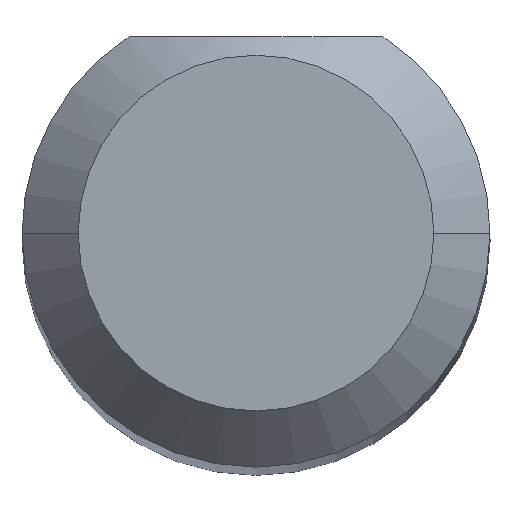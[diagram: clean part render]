
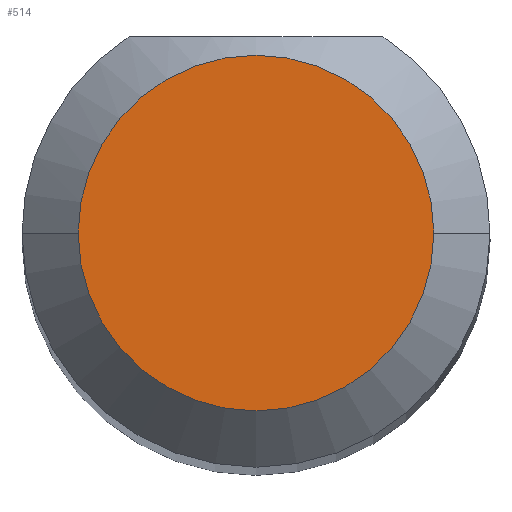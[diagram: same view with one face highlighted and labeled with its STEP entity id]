
A CAD part, top view. The second image highlights one B-rep face of the part: STEP entity #514.
In plain terms, the highlighted planar face has unit normal (0, 0, 1).
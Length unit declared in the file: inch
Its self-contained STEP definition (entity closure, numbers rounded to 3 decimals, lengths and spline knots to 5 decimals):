
#24 = CIRCLE ( 'NONE', #330, 0.0475 ) ;
#58 = CARTESIAN_POINT ( 'NONE',  ( 0.0475, 0., 1.5 ) ) ;
#69 = ORIENTED_EDGE ( 'NONE', *, *, #169, .T. ) ;
#106 = VERTEX_POINT ( 'NONE', #418 ) ;
#155 = ORIENTED_EDGE ( 'NONE', *, *, #280, .T. ) ;
#169 = EDGE_CURVE ( 'NONE', #184, #106, #470, .T. ) ;
#184 = VERTEX_POINT ( 'NONE', #58 ) ;
#210 = DIRECTION ( 'NONE',  ( 1., 0., 0. ) ) ;
#280 = EDGE_CURVE ( 'NONE', #106, #184, #24, .T. ) ;
#287 = CARTESIAN_POINT ( 'NONE',  ( 0., 0., 1.5 ) ) ;
#289 = PLANE ( 'NONE',  #388 ) ;
#290 = CARTESIAN_POINT ( 'NONE',  ( 0., 0., 1.5 ) ) ;
#292 = FACE_OUTER_BOUND ( 'NONE', #444, .T. ) ;
#303 = DIRECTION ( 'NONE',  ( 0., 0., 1. ) ) ;
#311 = DIRECTION ( 'NONE',  ( 1., 0., 0. ) ) ;
#330 = AXIS2_PLACEMENT_3D ( 'NONE', #396, #530, #349 ) ;
#349 = DIRECTION ( 'NONE',  ( 1., 0., 0. ) ) ;
#388 = AXIS2_PLACEMENT_3D ( 'NONE', #287, #463, #210 ) ;
#396 = CARTESIAN_POINT ( 'NONE',  ( 0., 0., 1.5 ) ) ;
#418 = CARTESIAN_POINT ( 'NONE',  ( -0.0475, 0., 1.5 ) ) ;
#444 = EDGE_LOOP ( 'NONE', ( #155, #69 ) ) ;
#463 = DIRECTION ( 'NONE',  ( 0., 0., 1. ) ) ;
#470 = CIRCLE ( 'NONE', #489, 0.0475 ) ;
#489 = AXIS2_PLACEMENT_3D ( 'NONE', #290, #303, #311 ) ;
#514 = ADVANCED_FACE ( 'NONE', ( #292 ), #289, .T. ) ;
#530 = DIRECTION ( 'NONE',  ( 0., 0., 1. ) ) ;
